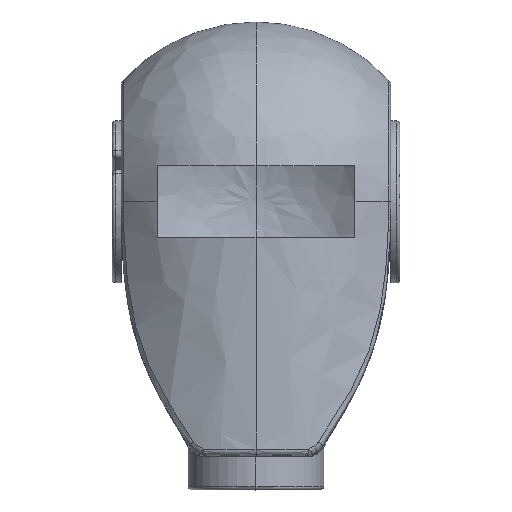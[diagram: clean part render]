
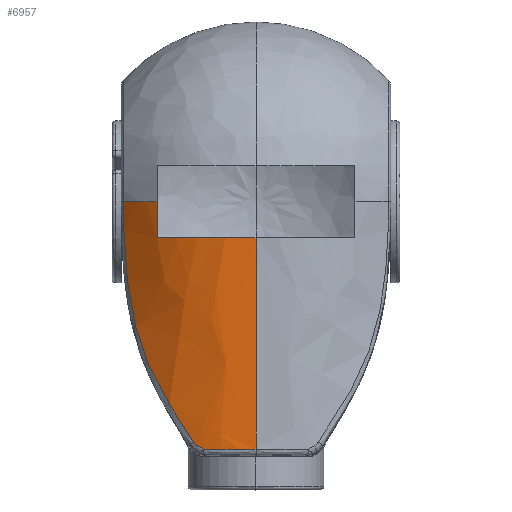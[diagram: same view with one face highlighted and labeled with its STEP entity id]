
A CAD part, top view. The second image highlights one B-rep face of the part: STEP entity #6957.
In plain terms, the highlighted free-form (B-spline) face has degree [2, 1] with [3, 2] control points.
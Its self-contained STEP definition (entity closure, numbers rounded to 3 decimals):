
#6832 = VERTEX_POINT('',#6833);
#6833 = CARTESIAN_POINT('',(-7.728,86.926,
    178.724));
#6841 = VERTEX_POINT('',#6842);
#6842 = CARTESIAN_POINT('',(20.976,-0.184,
    197.878));
#6848 = EDGE_CURVE('',#6832,#6841,#6849,.T.);
#6849 = B_SPLINE_CURVE_WITH_KNOTS('',3,(#6850,#6851,#6852,#6853,#6854,
    #6855,#6856,#6857,#6858,#6859,#6860,#6861,#6862,#6863,#6864,#6865,
    #6866,#6867,#6868,#6869,#6870,#6871,#6872,#6873,#6874,#6875,#6876,
    #6877),.UNSPECIFIED.,.F.,.F.,(4,2,2,2,2,2,2,2,2,2,2,2,2,4),(0.,
    0.008,0.012,0.016,
    0.024,0.029,0.031,
    0.033,0.041,0.049,
    0.053,0.057,0.061,
    0.065),.UNSPECIFIED.);
#6850 = CARTESIAN_POINT('',(-7.728,86.926,
    178.724));
#6851 = CARTESIAN_POINT('',(-7.619,82.91,
    178.841));
#6852 = CARTESIAN_POINT('',(-7.436,78.902,
    179.039));
#6853 = CARTESIAN_POINT('',(-6.999,72.911,
    179.5));
#6854 = CARTESIAN_POINT('',(-6.826,70.915,
    179.682));
#6855 = CARTESIAN_POINT('',(-6.418,66.942,
    180.104));
#6856 = CARTESIAN_POINT('',(-6.183,64.966,
    180.345));
#6857 = CARTESIAN_POINT('',(-5.373,59.073,
    181.16));
#6858 = CARTESIAN_POINT('',(-4.693,55.192,
    181.829));
#6859 = CARTESIAN_POINT('',(-3.417,49.449,
    183.017));
#6860 = CARTESIAN_POINT('',(-2.949,47.548,
    183.443));
#6861 = CARTESIAN_POINT('',(-2.176,44.716,
    184.127));
#6862 = CARTESIAN_POINT('',(-1.907,43.775,
    184.362));
#6863 = CARTESIAN_POINT('',(-1.345,41.907,
    184.844));
#6864 = CARTESIAN_POINT('',(-1.054,40.98,
    185.09));
#6865 = CARTESIAN_POINT('',(0.459,36.383,
    186.349));
#6866 = CARTESIAN_POINT('',(1.847,32.824,
    187.439));
#6867 = CARTESIAN_POINT('',(4.981,25.912,
    189.688));
#6868 = CARTESIAN_POINT('',(6.728,22.56,
    190.848));
#6869 = CARTESIAN_POINT('',(9.574,17.638,
    192.547));
#6870 = CARTESIAN_POINT('',(10.561,16.015,
    193.107));
#6871 = CARTESIAN_POINT('',(12.589,12.788,
    194.195));
#6872 = CARTESIAN_POINT('',(13.631,11.184,
    194.723));
#6873 = CARTESIAN_POINT('',(15.742,7.975,
    195.73));
#6874 = CARTESIAN_POINT('',(16.81,6.369,
    196.208));
#6875 = CARTESIAN_POINT('',(18.926,3.127,
    197.098));
#6876 = CARTESIAN_POINT('',(19.973,1.489,
    197.508));
#6877 = CARTESIAN_POINT('',(20.976,-0.184,
    197.878));
#6957 = ADVANCED_FACE('',(#6958),#7026,.T.);
#6958 = FACE_BOUND('',#6959,.T.);
#6959 = EDGE_LOOP('',(#6960,#6969,#6977,#6984,#6992,#6999,#7000,#7011,
    #7020));
#6960 = ORIENTED_EDGE('',*,*,#6961,.F.);
#6961 = EDGE_CURVE('',#6962,#6964,#6966,.T.);
#6962 = VERTEX_POINT('',#6963);
#6963 = CARTESIAN_POINT('',(46.492,83.805,
    202.424));
#6964 = VERTEX_POINT('',#6965);
#6965 = CARTESIAN_POINT('',(46.492,-2.984,
    202.424));
#6966 = B_SPLINE_CURVE_WITH_KNOTS('',1,(#6967,#6968),.UNSPECIFIED.,.F.,
  .F.,(2,2),(-60.744,-2.),.PIECEWISE_BEZIER_KNOTS.);
#6967 = CARTESIAN_POINT('',(46.492,83.805,
    202.424));
#6968 = CARTESIAN_POINT('',(46.492,-2.984,
    202.424));
#6969 = ORIENTED_EDGE('',*,*,#6970,.T.);
#6970 = EDGE_CURVE('',#6962,#6971,#6973,.T.);
#6971 = VERTEX_POINT('',#6972);
#6972 = CARTESIAN_POINT('',(5.863,83.805,
    190.248));
#6973 = ( BOUNDED_CURVE() B_SPLINE_CURVE(2,(#6974,#6975,#6976),
.UNSPECIFIED.,.F.,.F.) B_SPLINE_CURVE_WITH_KNOTS((3,3),(3.142,
3.724),.PIECEWISE_BEZIER_KNOTS.) CURVE() 
GEOMETRIC_REPRESENTATION_ITEM() RATIONAL_B_SPLINE_CURVE((1.,
0.958,1.)) REPRESENTATION_ITEM('') );
#6974 = CARTESIAN_POINT('',(46.492,83.805,
    202.424));
#6975 = CARTESIAN_POINT('',(24.353,83.805,
    202.424));
#6976 = CARTESIAN_POINT('',(5.863,83.805,
    190.248));
#6977 = ORIENTED_EDGE('',*,*,#6978,.T.);
#6978 = EDGE_CURVE('',#6971,#6979,#6981,.T.);
#6979 = VERTEX_POINT('',#6980);
#6980 = CARTESIAN_POINT('',(5.863,98.58,
    190.248));
#6981 = B_SPLINE_CURVE_WITH_KNOTS('',1,(#6982,#6983),.UNSPECIFIED.,.F.,
  .F.,(2,2),(60.744,70.744),.PIECEWISE_BEZIER_KNOTS.);
#6982 = CARTESIAN_POINT('',(5.863,83.805,
    190.248));
#6983 = CARTESIAN_POINT('',(5.863,98.58,
    190.248));
#6984 = ORIENTED_EDGE('',*,*,#6985,.F.);
#6985 = EDGE_CURVE('',#6986,#6979,#6988,.T.);
#6986 = VERTEX_POINT('',#6987);
#6987 = CARTESIAN_POINT('',(-7.87,98.58,
    178.57));
#6988 = ( BOUNDED_CURVE() B_SPLINE_CURVE(2,(#6989,#6990,#6991),
.UNSPECIFIED.,.F.,.F.) B_SPLINE_CURVE_WITH_KNOTS((3,3),(5.456,
5.701),.PIECEWISE_BEZIER_KNOTS.) CURVE() 
GEOMETRIC_REPRESENTATION_ITEM() RATIONAL_B_SPLINE_CURVE((1.,
0.993,1.)) REPRESENTATION_ITEM('') );
#6989 = CARTESIAN_POINT('',(-7.87,98.58,
    178.57));
#6990 = CARTESIAN_POINT('',(-1.721,98.58,
    185.253));
#6991 = CARTESIAN_POINT('',(5.863,98.58,
    190.248));
#6992 = ORIENTED_EDGE('',*,*,#6993,.T.);
#6993 = EDGE_CURVE('',#6986,#6832,#6994,.T.);
#6994 = B_SPLINE_CURVE_WITH_KNOTS('',3,(#6995,#6996,#6997,#6998),
  .UNSPECIFIED.,.F.,.F.,(4,4),(0.,0.008),
  .PIECEWISE_BEZIER_KNOTS.);
#6995 = CARTESIAN_POINT('',(-7.87,98.58,
    178.57));
#6996 = CARTESIAN_POINT('',(-7.87,94.694,
    178.57));
#6997 = CARTESIAN_POINT('',(-7.833,90.808,
    178.61));
#6998 = CARTESIAN_POINT('',(-7.728,86.926,
    178.724));
#6999 = ORIENTED_EDGE('',*,*,#6848,.T.);
#7000 = ORIENTED_EDGE('',*,*,#7001,.T.);
#7001 = EDGE_CURVE('',#6841,#7002,#7004,.T.);
#7002 = VERTEX_POINT('',#7003);
#7003 = CARTESIAN_POINT('',(22.411,-1.555,
    198.389));
#7004 = B_SPLINE_CURVE_WITH_KNOTS('',3,(#7005,#7006,#7007,#7008,#7009,
    #7010),.UNSPECIFIED.,.F.,.F.,(4,2,4),(0.,0.001,
    0.001),.UNSPECIFIED.);
#7005 = CARTESIAN_POINT('',(20.976,-0.184,
    197.878));
#7006 = CARTESIAN_POINT('',(21.151,-0.476,
    197.942));
#7007 = CARTESIAN_POINT('',(21.365,-0.74,
    198.02));
#7008 = CARTESIAN_POINT('',(21.852,-1.201,
    198.194));
#7009 = CARTESIAN_POINT('',(22.12,-1.395,
    198.289));
#7010 = CARTESIAN_POINT('',(22.411,-1.555,
    198.389));
#7011 = ORIENTED_EDGE('',*,*,#7012,.T.);
#7012 = EDGE_CURVE('',#7002,#7013,#7015,.T.);
#7013 = VERTEX_POINT('',#7014);
#7014 = CARTESIAN_POINT('',(25.016,-2.984,
    199.233));
#7015 = ( BOUNDED_CURVE() B_SPLINE_CURVE(3,(#7016,#7017,#7018,#7019),
.UNSPECIFIED.,.F.,.F.) B_SPLINE_CURVE_WITH_KNOTS((4,4),(4.38,
4.417),.PIECEWISE_BEZIER_KNOTS.) CURVE() 
GEOMETRIC_REPRESENTATION_ITEM() RATIONAL_B_SPLINE_CURVE((1.,
1.,1.,1.)) REPRESENTATION_ITEM('') );
#7016 = CARTESIAN_POINT('',(22.411,-1.555,
    198.389));
#7017 = CARTESIAN_POINT('',(23.274,-2.028,
    198.686));
#7018 = CARTESIAN_POINT('',(24.142,-2.505,
    198.968));
#7019 = CARTESIAN_POINT('',(25.016,-2.984,
    199.233));
#7020 = ORIENTED_EDGE('',*,*,#7021,.T.);
#7021 = EDGE_CURVE('',#7013,#6964,#7022,.T.);
#7022 = ( BOUNDED_CURVE() B_SPLINE_CURVE(2,(#7023,#7024,#7025),
.UNSPECIFIED.,.F.,.F.) B_SPLINE_CURVE_WITH_KNOTS((3,3),(2.847,
3.142),.PIECEWISE_BEZIER_KNOTS.) CURVE() 
GEOMETRIC_REPRESENTATION_ITEM() RATIONAL_B_SPLINE_CURVE((1.,
0.989,1.)) REPRESENTATION_ITEM('') );
#7023 = CARTESIAN_POINT('',(25.016,-2.984,
    199.233));
#7024 = CARTESIAN_POINT('',(35.517,-2.984,
    202.424));
#7025 = CARTESIAN_POINT('',(46.492,-2.984,
    202.424));
#7026 = ( BOUNDED_SURFACE() B_SPLINE_SURFACE(2,1,(
    (#7027,#7028)
    ,(#7029,#7030)
    ,(#7031,#7032
)),.UNSPECIFIED.,.F.,.F.,.F.) B_SPLINE_SURFACE_WITH_KNOTS((3,3),(2,2),(
    3.142,3.969),(-70.744,-2.),
.PIECEWISE_BEZIER_KNOTS.) GEOMETRIC_REPRESENTATION_ITEM() 
RATIONAL_B_SPLINE_SURFACE((
    (1.,1.)
    ,(0.916,0.916)
,(1.,1.))) REPRESENTATION_ITEM('') SURFACE() );
#7027 = CARTESIAN_POINT('',(46.492,98.58,
    202.424));
#7028 = CARTESIAN_POINT('',(46.492,-2.984,
    202.424));
#7029 = CARTESIAN_POINT('',(14.078,98.58,
    202.424));
#7030 = CARTESIAN_POINT('',(14.078,-2.984,
    202.424));
#7031 = CARTESIAN_POINT('',(-7.87,98.58,
    178.57));
#7032 = CARTESIAN_POINT('',(-7.87,-2.984,
    178.57));
